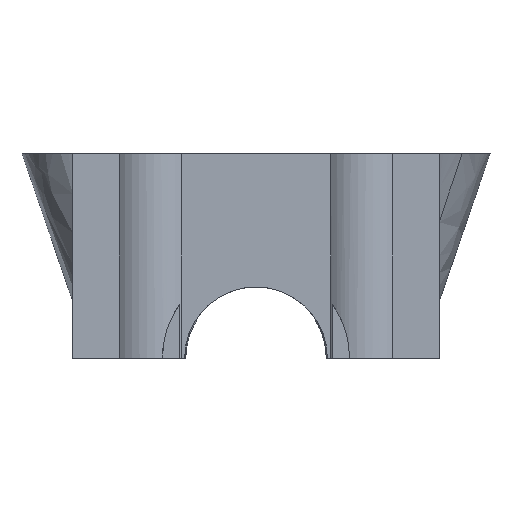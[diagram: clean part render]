
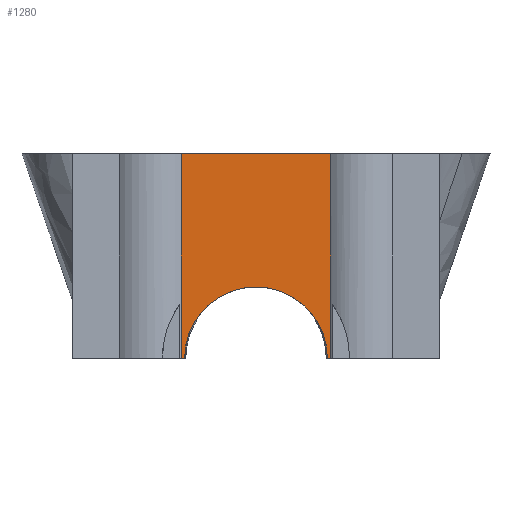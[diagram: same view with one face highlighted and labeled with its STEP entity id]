
A CAD part, front view. The second image highlights one B-rep face of the part: STEP entity #1280.
In plain terms, the highlighted planar face has unit normal (0, -1, 0).
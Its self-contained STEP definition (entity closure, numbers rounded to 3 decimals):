
#107 = LINE ( 'NONE', #865, #2468 ) ;
#215 = EDGE_CURVE ( 'NONE', #972, #2535, #2104, .T. ) ;
#231 = DIRECTION ( 'NONE',  ( 0., 0., -1. ) ) ;
#246 = LINE ( 'NONE', #1680, #308 ) ;
#295 = ORIENTED_EDGE ( 'NONE', *, *, #2916, .T. ) ;
#308 = VECTOR ( 'NONE', #2938, 1000. ) ;
#413 = LINE ( 'NONE', #2890, #1839 ) ;
#436 = VERTEX_POINT ( 'NONE', #539 ) ;
#539 = CARTESIAN_POINT ( 'NONE',  ( 19.781, -27.989, 0. ) ) ;
#597 = EDGE_CURVE ( 'NONE', #3022, #2920, #107, .T. ) ;
#624 = CARTESIAN_POINT ( 'NONE',  ( 7.277, -27.989, -11.314 ) ) ;
#683 = DIRECTION ( 'NONE',  ( -1., 0., 0. ) ) ;
#722 = CARTESIAN_POINT ( 'NONE',  ( 13.681, -27.989, 0. ) ) ;
#815 = CARTESIAN_POINT ( 'NONE',  ( 7.277, -27.989, 0. ) ) ;
#865 = CARTESIAN_POINT ( 'NONE',  ( 20.086, -27.989, -11.314 ) ) ;
#892 = EDGE_CURVE ( 'NONE', #436, #2000, #1935, .T. ) ;
#972 = VERTEX_POINT ( 'NONE', #815 ) ;
#1133 = EDGE_CURVE ( 'NONE', #972, #2000, #413, .T. ) ;
#1211 = FACE_OUTER_BOUND ( 'NONE', #1464, .T. ) ;
#1225 = PLANE ( 'NONE',  #1396 ) ;
#1228 = CARTESIAN_POINT ( 'NONE',  ( 20.086, -27.989, 0. ) ) ;
#1232 = ORIENTED_EDGE ( 'NONE', *, *, #597, .F. ) ;
#1272 = EDGE_CURVE ( 'NONE', #436, #2920, #246, .T. ) ;
#1280 = ADVANCED_FACE ( 'NONE', ( #1211 ), #1225, .T. ) ;
#1320 = AXIS2_PLACEMENT_3D ( 'NONE', #722, #1920, #231 ) ;
#1396 = AXIS2_PLACEMENT_3D ( 'NONE', #2409, #1929, #2922 ) ;
#1407 = LINE ( 'NONE', #3165, #1535 ) ;
#1464 = EDGE_LOOP ( 'NONE', ( #1232, #295, #1940, #1670, #2741, #2273 ) ) ;
#1535 = VECTOR ( 'NONE', #683, 1000. ) ;
#1635 = DIRECTION ( 'NONE',  ( 0., 0., 1. ) ) ;
#1670 = ORIENTED_EDGE ( 'NONE', *, *, #1133, .T. ) ;
#1680 = CARTESIAN_POINT ( 'NONE',  ( 29.331, -27.989, 0. ) ) ;
#1692 = VECTOR ( 'NONE', #1635, 1000. ) ;
#1839 = VECTOR ( 'NONE', #2359, 1000. ) ;
#1920 = DIRECTION ( 'NONE',  ( 0., -1., 0. ) ) ;
#1929 = DIRECTION ( 'NONE',  ( 0., -1., 0. ) ) ;
#1935 = CIRCLE ( 'NONE', #1320, 6.1 ) ;
#1940 = ORIENTED_EDGE ( 'NONE', *, *, #215, .F. ) ;
#2000 = VERTEX_POINT ( 'NONE', #2540 ) ;
#2104 = LINE ( 'NONE', #624, #1692 ) ;
#2273 = ORIENTED_EDGE ( 'NONE', *, *, #1272, .T. ) ;
#2359 = DIRECTION ( 'NONE',  ( 1., 0., 0. ) ) ;
#2409 = CARTESIAN_POINT ( 'NONE',  ( 13.681, -27.989, 0. ) ) ;
#2468 = VECTOR ( 'NONE', #2642, 1000. ) ;
#2535 = VERTEX_POINT ( 'NONE', #2752 ) ;
#2540 = CARTESIAN_POINT ( 'NONE',  ( 7.581, -27.989, 0. ) ) ;
#2642 = DIRECTION ( 'NONE',  ( 0., 0., -1. ) ) ;
#2741 = ORIENTED_EDGE ( 'NONE', *, *, #892, .F. ) ;
#2752 = CARTESIAN_POINT ( 'NONE',  ( 7.277, -27.989, 17.5 ) ) ;
#2762 = CARTESIAN_POINT ( 'NONE',  ( 20.086, -27.989, 17.5 ) ) ;
#2890 = CARTESIAN_POINT ( 'NONE',  ( 7.681, -27.989, 0. ) ) ;
#2916 = EDGE_CURVE ( 'NONE', #3022, #2535, #1407, .T. ) ;
#2920 = VERTEX_POINT ( 'NONE', #1228 ) ;
#2922 = DIRECTION ( 'NONE',  ( 0., 0., -1. ) ) ;
#2938 = DIRECTION ( 'NONE',  ( 1., 0., 0. ) ) ;
#3022 = VERTEX_POINT ( 'NONE', #2762 ) ;
#3165 = CARTESIAN_POINT ( 'NONE',  ( -1.969, -27.989, 17.5 ) ) ;
